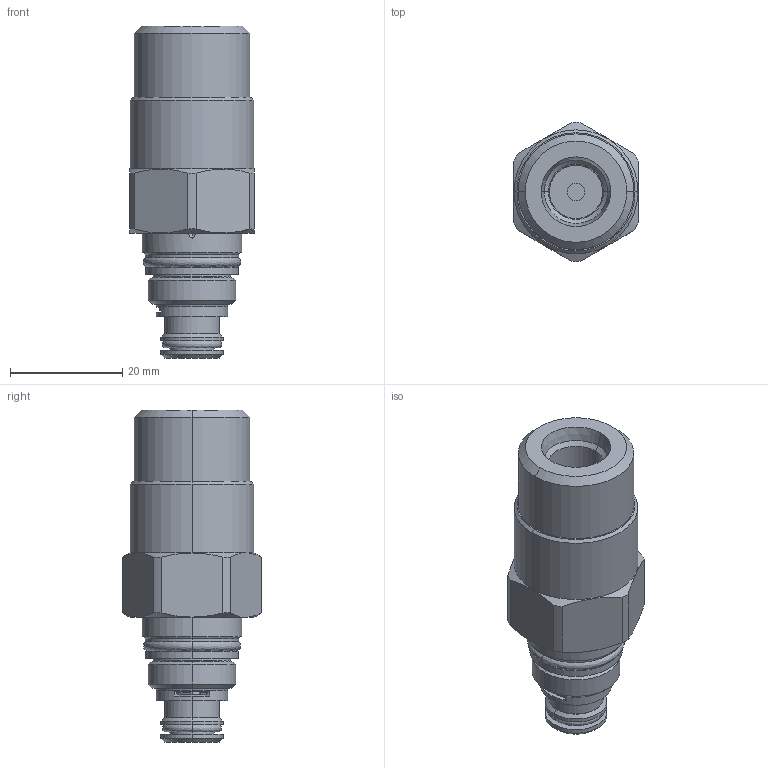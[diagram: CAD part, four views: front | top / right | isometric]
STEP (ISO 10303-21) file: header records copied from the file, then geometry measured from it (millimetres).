
FILE_DESCRIPTION((''),'2;1');
FILE_NAME('RBAR-BWN_PRT','2017-05-22T',('Administrator'),(''),'PRO/ENGINEER BY PARAMETRIC TECHNOLOGY CORPORATION, 2006240','PRO/ENGINEER BY PARAMETRIC TECHNOLOGY CORPORATION, 2006240','');
FILE_SCHEMA(('CONFIG_CONTROL_DESIGN'));
Length unit declared in the file: inch
Products named in the file (1): RBAR-BWN_PRT
Bounding box: 22.23 x 24.81 x 59.23 mm (x, y, z)
Volume: 13962.9 mm3; surface area: 9767.9 mm2
Topology: 3 solids, 6 shells, 231 faces, 511 edges, 300 vertices
Faces by surface type: cylinder 90, cone 45, torus 44, plane 38, revolution 12, sphere 2
Entity records: 7211 total; most frequent: CARTESIAN_POINT 1956, DIRECTION 1203, ORIENTED_EDGE 1014, AXIS2_PLACEMENT_3D 525, EDGE_CURVE 507, CIRCLE 306, VERTEX_POINT 300, EDGE_LOOP 257
